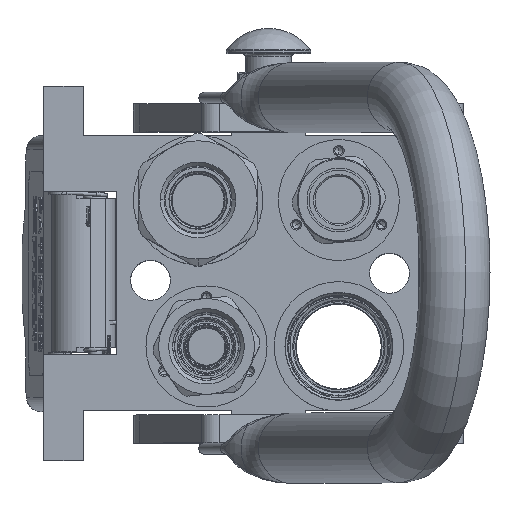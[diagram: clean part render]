
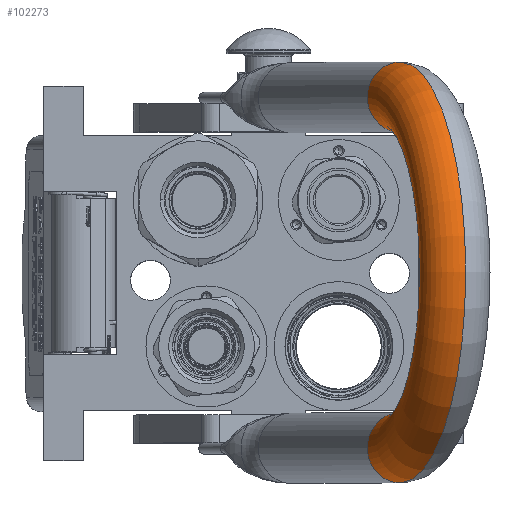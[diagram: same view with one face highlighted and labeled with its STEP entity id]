
A CAD part, top view. The second image highlights one B-rep face of the part: STEP entity #102273.
In plain terms, the highlighted toroidal (fillet/blend) face has major radius 62.25 mm and minor radius 12.5 mm.
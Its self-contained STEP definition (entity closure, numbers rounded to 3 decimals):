
#5619 = CIRCLE ( 'NONE', #126287, 12.5 ) ;
#8092 = EDGE_CURVE ( 'NONE', #136548, #119971, #64776, .T. ) ;
#10660 = VERTEX_POINT ( 'NONE', #93420 ) ;
#12222 = ORIENTED_EDGE ( 'NONE', *, *, #8092, .F. ) ;
#16467 = ORIENTED_EDGE ( 'NONE', *, *, #128295, .T. ) ;
#28242 = DIRECTION ( 'NONE',  ( -1., 0., 0. ) ) ;
#29176 = CIRCLE ( 'NONE', #88587, 74.75 ) ;
#29445 = DIRECTION ( 'NONE',  ( 0., 1., 0. ) ) ;
#29947 = DIRECTION ( 'NONE',  ( 1., 0., 0. ) ) ;
#33493 = FACE_OUTER_BOUND ( 'NONE', #85780, .T. ) ;
#33714 = DIRECTION ( 'NONE',  ( -1., 0., 0. ) ) ;
#44802 = CARTESIAN_POINT ( 'NONE',  ( -62.25, 0., 125.25 ) ) ;
#49057 = CARTESIAN_POINT ( 'NONE',  ( -49.75, 0., 125.25 ) ) ;
#53577 = CIRCLE ( 'NONE', #133032, 49.75 ) ;
#55013 = EDGE_CURVE ( 'NONE', #83533, #119971, #53577, .T. ) ;
#64776 = CIRCLE ( 'NONE', #124833, 12.5 ) ;
#69371 = CARTESIAN_POINT ( 'NONE',  ( 62.25, 0., 125.25 ) ) ;
#70660 = CARTESIAN_POINT ( 'NONE',  ( 49.75, 0., 125.25 ) ) ;
#80066 = CARTESIAN_POINT ( 'NONE',  ( 0., 0., 125.25 ) ) ;
#83533 = VERTEX_POINT ( 'NONE', #49057 ) ;
#85780 = EDGE_LOOP ( 'NONE', ( #134016, #12222, #111545, #16467 ) ) ;
#88587 = AXIS2_PLACEMENT_3D ( 'NONE', #111443, #112428, #28242 ) ;
#92746 = DIRECTION ( 'NONE',  ( 0., 0., 1. ) ) ;
#93420 = CARTESIAN_POINT ( 'NONE',  ( -74.75, 0., 125.25 ) ) ;
#100777 = CARTESIAN_POINT ( 'NONE',  ( 0., 0., 125.25 ) ) ;
#102273 = ADVANCED_FACE ( 'NONE', ( #33493 ), #128315, .T. ) ;
#111443 = CARTESIAN_POINT ( 'NONE',  ( 0., 0., 125.25 ) ) ;
#111545 = ORIENTED_EDGE ( 'NONE', *, *, #138300, .F. ) ;
#112428 = DIRECTION ( 'NONE',  ( 0., 1., 0. ) ) ;
#119971 = VERTEX_POINT ( 'NONE', #70660 ) ;
#124833 = AXIS2_PLACEMENT_3D ( 'NONE', #69371, #143072, #129559 ) ;
#125198 = AXIS2_PLACEMENT_3D ( 'NONE', #100777, #29445, #29947 ) ;
#126287 = AXIS2_PLACEMENT_3D ( 'NONE', #44802, #92746, #151409 ) ;
#128295 = EDGE_CURVE ( 'NONE', #10660, #83533, #5619, .T. ) ;
#128315 = TOROIDAL_SURFACE ( 'NONE', #125198, 62.25, 12.5 ) ;
#129559 = DIRECTION ( 'NONE',  ( 1., 0., 0. ) ) ;
#133032 = AXIS2_PLACEMENT_3D ( 'NONE', #80066, #152321, #33714 ) ;
#134016 = ORIENTED_EDGE ( 'NONE', *, *, #55013, .T. ) ;
#136548 = VERTEX_POINT ( 'NONE', #140218 ) ;
#138300 = EDGE_CURVE ( 'NONE', #10660, #136548, #29176, .T. ) ;
#140218 = CARTESIAN_POINT ( 'NONE',  ( 74.75, 0., 125.25 ) ) ;
#143072 = DIRECTION ( 'NONE',  ( 0., 0., -1. ) ) ;
#151409 = DIRECTION ( 'NONE',  ( -1., 0., 0. ) ) ;
#152321 = DIRECTION ( 'NONE',  ( 0., 1., 0. ) ) ;
